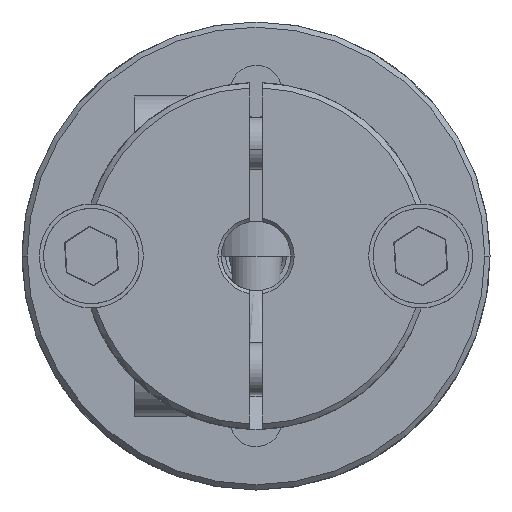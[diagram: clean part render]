
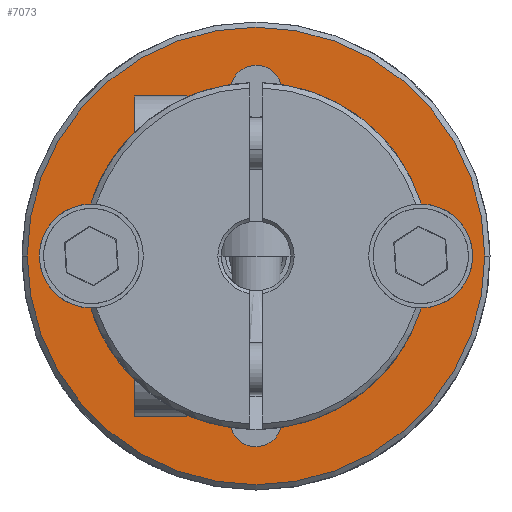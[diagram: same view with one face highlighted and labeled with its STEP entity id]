
A CAD part, front view. The second image highlights one B-rep face of the part: STEP entity #7073.
In plain terms, the highlighted face is planar.
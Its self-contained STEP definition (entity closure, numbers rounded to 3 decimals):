
#5275=CARTESIAN_POINT('',(-0.,-2.5,13.2));
#5276=VERTEX_POINT('',#5275);
#5277=CARTESIAN_POINT('',(0.,-2.5,-13.2));
#5278=VERTEX_POINT('',#5277);
#5279=CARTESIAN_POINT('',(0.,-2.5,0.));
#5280=DIRECTION('',(0.,1.,0.));
#5281=DIRECTION('',(0.,-0.,1.));
#5282=AXIS2_PLACEMENT_3D('',#5279,#5280,#5281);
#5283=CIRCLE('',#5282,13.2);
#5284=EDGE_CURVE('',#5276,#5278,#5283,.T.);
#5805=CARTESIAN_POINT('',(-9.931,-2.5,-1.173));
#5806=VERTEX_POINT('',#5805);
#5813=CARTESIAN_POINT('',(-9.931,-2.5,1.173));
#5814=VERTEX_POINT('',#5813);
#5815=CARTESIAN_POINT('',(-9.5,-2.5,0.));
#5816=DIRECTION('',(0.,-1.,0.));
#5817=DIRECTION('',(0.,0.,1.));
#5818=AXIS2_PLACEMENT_3D('',#5815,#5816,#5817);
#5819=CIRCLE('',#5818,1.25);
#5820=EDGE_CURVE('',#5814,#5806,#5819,.T.);
#5983=CARTESIAN_POINT('',(-3.,-2.5,9.539));
#5984=VERTEX_POINT('',#5983);
#5991=CARTESIAN_POINT('',(-0.,-2.5,12.5));
#5992=VERTEX_POINT('',#5991);
#5993=CARTESIAN_POINT('',(0.,-2.5,9.5));
#5994=DIRECTION('',(0.,-1.,0.));
#5995=DIRECTION('',(0.,0.,1.));
#5996=AXIS2_PLACEMENT_3D('',#5993,#5994,#5995);
#5997=CIRCLE('',#5996,3.);
#5998=EDGE_CURVE('',#5992,#5984,#5997,.T.);
#6088=CARTESIAN_POINT('',(-0.,-2.5,-12.5));
#6089=VERTEX_POINT('',#6088);
#6096=CARTESIAN_POINT('',(-3.,-2.5,-9.539));
#6097=VERTEX_POINT('',#6096);
#6098=CARTESIAN_POINT('',(-0.,-2.5,-9.5));
#6099=DIRECTION('',(0.,-1.,0.));
#6100=DIRECTION('',(0.,0.,1.));
#6101=AXIS2_PLACEMENT_3D('',#6098,#6099,#6100);
#6102=CIRCLE('',#6101,3.);
#6103=EDGE_CURVE('',#6097,#6089,#6102,.T.);
#6382=CARTESIAN_POINT('',(9.931,-2.5,1.173));
#6383=VERTEX_POINT('',#6382);
#6390=CARTESIAN_POINT('',(9.931,-2.5,-1.173));
#6391=VERTEX_POINT('',#6390);
#6392=CARTESIAN_POINT('',(9.5,-2.5,0.));
#6393=DIRECTION('',(0.,-1.,0.));
#6394=DIRECTION('',(0.,0.,1.));
#6395=AXIS2_PLACEMENT_3D('',#6392,#6393,#6394);
#6396=CIRCLE('',#6395,1.25);
#6397=EDGE_CURVE('',#6391,#6383,#6396,.T.);
#6504=CARTESIAN_POINT('',(3.,-2.5,9.539));
#6505=VERTEX_POINT('',#6504);
#6512=CARTESIAN_POINT('',(0.,-2.5,0.));
#6513=DIRECTION('',(-0.,1.,0.));
#6514=DIRECTION('',(0.,0.,1.));
#6515=AXIS2_PLACEMENT_3D('',#6512,#6513,#6514);
#6516=CIRCLE('',#6515,10.);
#6517=EDGE_CURVE('',#6505,#6383,#6516,.T.);
#6620=CARTESIAN_POINT('',(3.,-2.5,-9.539));
#6621=VERTEX_POINT('',#6620);
#6628=CARTESIAN_POINT('',(-0.,-2.5,-9.5));
#6629=DIRECTION('',(0.,-1.,0.));
#6630=DIRECTION('',(0.,0.,1.));
#6631=AXIS2_PLACEMENT_3D('',#6628,#6629,#6630);
#6632=CIRCLE('',#6631,3.);
#6633=EDGE_CURVE('',#6089,#6621,#6632,.T.);
#6652=CARTESIAN_POINT('',(0.,-2.5,0.));
#6653=DIRECTION('',(-0.,1.,0.));
#6654=DIRECTION('',(0.,0.,1.));
#6655=AXIS2_PLACEMENT_3D('',#6652,#6653,#6654);
#6656=CIRCLE('',#6655,10.);
#6657=EDGE_CURVE('',#6391,#6621,#6656,.T.);
#6802=CARTESIAN_POINT('',(0.,-2.5,9.5));
#6803=DIRECTION('',(0.,-1.,0.));
#6804=DIRECTION('',(-0.,0.,1.));
#6805=AXIS2_PLACEMENT_3D('',#6802,#6803,#6804);
#6806=CIRCLE('',#6805,3.);
#6807=EDGE_CURVE('',#6505,#5992,#6806,.T.);
#7034=CARTESIAN_POINT('',(0.,-2.5,0.));
#7035=DIRECTION('',(0.,1.,0.));
#7036=DIRECTION('',(0.,0.,1.));
#7037=AXIS2_PLACEMENT_3D('',#7034,#7035,#7036);
#7038=PLANE('',#7037);
#7039=CARTESIAN_POINT('',(0.,-2.5,0.));
#7040=DIRECTION('',(0.,1.,0.));
#7041=DIRECTION('',(0.,-0.,1.));
#7042=AXIS2_PLACEMENT_3D('',#7039,#7040,#7041);
#7043=CIRCLE('',#7042,13.2);
#7044=EDGE_CURVE('',#5278,#5276,#7043,.T.);
#7045=ORIENTED_EDGE('',*,*,#7044,.T.);
#7046=ORIENTED_EDGE('',*,*,#5284,.T.);
#7047=EDGE_LOOP('',(#7045,#7046));
#7048=FACE_BOUND('',#7047,.T.);
#7049=ORIENTED_EDGE('',*,*,#6103,.T.);
#7050=ORIENTED_EDGE('',*,*,#6633,.T.);
#7051=ORIENTED_EDGE('',*,*,#6657,.F.);
#7052=ORIENTED_EDGE('',*,*,#6397,.T.);
#7053=ORIENTED_EDGE('',*,*,#6517,.F.);
#7054=ORIENTED_EDGE('',*,*,#6807,.T.);
#7055=ORIENTED_EDGE('',*,*,#5998,.T.);
#7056=CARTESIAN_POINT('',(0.,-2.5,0.));
#7057=DIRECTION('',(-0.,1.,0.));
#7058=DIRECTION('',(0.,0.,1.));
#7059=AXIS2_PLACEMENT_3D('',#7056,#7057,#7058);
#7060=CIRCLE('',#7059,10.);
#7061=EDGE_CURVE('',#5814,#5984,#7060,.T.);
#7062=ORIENTED_EDGE('',*,*,#7061,.F.);
#7063=ORIENTED_EDGE('',*,*,#5820,.T.);
#7064=CARTESIAN_POINT('',(0.,-2.5,0.));
#7065=DIRECTION('',(-0.,1.,0.));
#7066=DIRECTION('',(0.,0.,1.));
#7067=AXIS2_PLACEMENT_3D('',#7064,#7065,#7066);
#7068=CIRCLE('',#7067,10.);
#7069=EDGE_CURVE('',#6097,#5806,#7068,.T.);
#7070=ORIENTED_EDGE('',*,*,#7069,.F.);
#7071=EDGE_LOOP('',(#7049,#7050,#7051,#7052,#7053,#7054,#7055,#7062,#7063,#7070));
#7072=FACE_BOUND('',#7071,.T.);
#7073=ADVANCED_FACE('NONE',(#7048,#7072),#7038,.T.);
